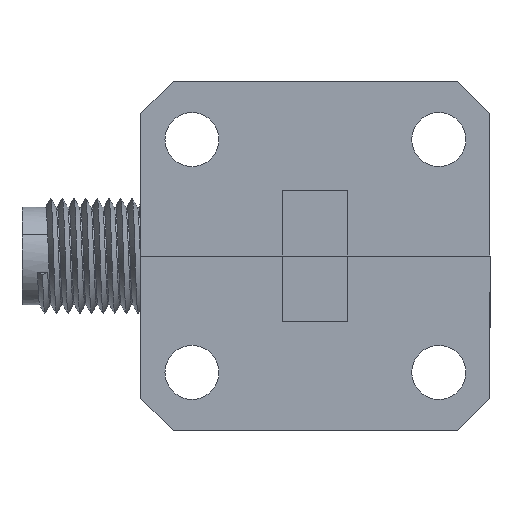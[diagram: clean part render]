
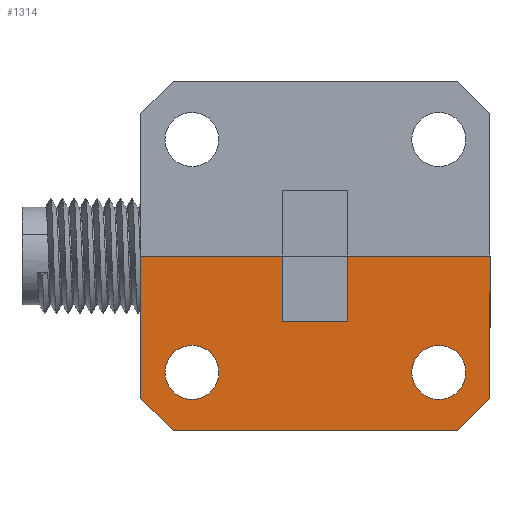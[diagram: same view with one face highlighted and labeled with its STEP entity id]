
A CAD part, left-side view. The second image highlights one B-rep face of the part: STEP entity #1314.
In plain terms, the highlighted planar face has unit normal (-1, 0, 0).
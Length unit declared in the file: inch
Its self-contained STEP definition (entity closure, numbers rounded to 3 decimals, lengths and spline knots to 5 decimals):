
#34 = ORIENTED_EDGE ( 'NONE', *, *, #644, .F. ) ;
#165 = DIRECTION ( 'NONE',  ( -1., 0., 0. ) ) ;
#181 = EDGE_CURVE ( 'NONE', #5172, #4349, #2428, .T. ) ;
#187 = CARTESIAN_POINT ( 'NONE',  ( -0.5, -0.305, 0. ) ) ;
#287 = CARTESIAN_POINT ( 'NONE',  ( -0.5, -0.265, 0.125 ) ) ;
#477 = LINE ( 'NONE', #2715, #5581 ) ;
#515 = DIRECTION ( 'NONE',  ( -1., 0., 0. ) ) ;
#544 = DIRECTION ( 'NONE',  ( 0., 0., -1. ) ) ;
#599 = FACE_BOUND ( 'NONE', #5179, .T. ) ;
#644 = EDGE_CURVE ( 'NONE', #1608, #6115, #4212, .T. ) ;
#736 = VERTEX_POINT ( 'NONE', #936 ) ;
#854 = AXIS2_PLACEMENT_3D ( 'NONE', #1024, #515, #3041 ) ;
#889 = LINE ( 'NONE', #3230, #5986 ) ;
#907 = CARTESIAN_POINT ( 'NONE',  ( -0.5, 0.265, 0.067 ) ) ;
#922 = EDGE_CURVE ( 'NONE', #5172, #2256, #3020, .T. ) ;
#936 = CARTESIAN_POINT ( 'NONE',  ( -0.5, -0.375, 0.07 ) ) ;
#1024 = CARTESIAN_POINT ( 'NONE',  ( -0.5, 0.265, 0.125 ) ) ;
#1051 = CARTESIAN_POINT ( 'NONE',  ( -0.5, -0.375, 0.555 ) ) ;
#1106 = DIRECTION ( 'NONE',  ( 0., 0., 1. ) ) ;
#1127 = CARTESIAN_POINT ( 'NONE',  ( -0.5, -0.375, 0.375 ) ) ;
#1158 = ORIENTED_EDGE ( 'NONE', *, *, #6375, .F. ) ;
#1223 = DIRECTION ( 'NONE',  ( 0., 0., -1. ) ) ;
#1279 = EDGE_LOOP ( 'NONE', ( #3205, #4329, #2012, #4546, #4523, #4724, #4078, #4785, #3435, #1158 ) ) ;
#1314 = ADVANCED_FACE ( 'NONE', ( #599, #1361, #3228 ), #1487, .F. ) ;
#1361 = FACE_BOUND ( 'NONE', #4884, .T. ) ;
#1395 = VECTOR ( 'NONE', #2682, 39.37008 ) ;
#1421 = CARTESIAN_POINT ( 'NONE',  ( -0.5, 0.375, 0.07 ) ) ;
#1472 = AXIS2_PLACEMENT_3D ( 'NONE', #1051, #1991, #544 ) ;
#1487 = PLANE ( 'NONE',  #1472 ) ;
#1553 = LINE ( 'NONE', #3725, #1395 ) ;
#1567 = CARTESIAN_POINT ( 'NONE',  ( -0.5, 0.305, 0. ) ) ;
#1608 = VERTEX_POINT ( 'NONE', #907 ) ;
#1631 = CARTESIAN_POINT ( 'NONE',  ( -0.5, -0.265, 0.067 ) ) ;
#1693 = CARTESIAN_POINT ( 'NONE',  ( -0.5, 0.375, 0.555 ) ) ;
#1743 = DIRECTION ( 'NONE',  ( 0., 0., 1. ) ) ;
#1804 = DIRECTION ( 'NONE',  ( 0., 0., 1. ) ) ;
#1828 = VERTEX_POINT ( 'NONE', #1567 ) ;
#1950 = VECTOR ( 'NONE', #1223, 39.37008 ) ;
#1965 = VECTOR ( 'NONE', #3122, 39.37008 ) ;
#1991 = DIRECTION ( 'NONE',  ( 1., 0., 0. ) ) ;
#2012 = ORIENTED_EDGE ( 'NONE', *, *, #922, .T. ) ;
#2024 = CARTESIAN_POINT ( 'NONE',  ( -0.5, 0.265, 0.183 ) ) ;
#2088 = AXIS2_PLACEMENT_3D ( 'NONE', #4313, #3831, #1804 ) ;
#2173 = EDGE_CURVE ( 'NONE', #5234, #1828, #3053, .T. ) ;
#2179 = CARTESIAN_POINT ( 'NONE',  ( -0.5, -0.375, 0.555 ) ) ;
#2256 = VERTEX_POINT ( 'NONE', #6027 ) ;
#2351 = CARTESIAN_POINT ( 'NONE',  ( -0.5, 0.375, 0.07 ) ) ;
#2428 = LINE ( 'NONE', #5838, #6158 ) ;
#2471 = CARTESIAN_POINT ( 'NONE',  ( -0.5, -0.07, 0.235 ) ) ;
#2573 = EDGE_CURVE ( 'NONE', #5799, #736, #4234, .T. ) ;
#2663 = DIRECTION ( 'NONE',  ( 0., 0., -1. ) ) ;
#2682 = DIRECTION ( 'NONE',  ( 0., 1., 0. ) ) ;
#2715 = CARTESIAN_POINT ( 'NONE',  ( -0.5, -0.07, 0.235 ) ) ;
#3020 = LINE ( 'NONE', #6099, #1965 ) ;
#3041 = DIRECTION ( 'NONE',  ( 0., 0., 1. ) ) ;
#3053 = LINE ( 'NONE', #1421, #4770 ) ;
#3122 = DIRECTION ( 'NONE',  ( 0., 1., 0. ) ) ;
#3134 = ORIENTED_EDGE ( 'NONE', *, *, #4435, .F. ) ;
#3181 = AXIS2_PLACEMENT_3D ( 'NONE', #287, #6224, #5279 ) ;
#3190 = CIRCLE ( 'NONE', #2088, 0.058 ) ;
#3205 = ORIENTED_EDGE ( 'NONE', *, *, #3935, .F. ) ;
#3207 = DIRECTION ( 'NONE',  ( 0., -1., 0. ) ) ;
#3228 = FACE_OUTER_BOUND ( 'NONE', #1279, .T. ) ;
#3230 = CARTESIAN_POINT ( 'NONE',  ( -0.5, 0.07, 0.235 ) ) ;
#3435 = ORIENTED_EDGE ( 'NONE', *, *, #5897, .T. ) ;
#3442 = EDGE_CURVE ( 'NONE', #4640, #6242, #5213, .T. ) ;
#3570 = CIRCLE ( 'NONE', #3181, 0.058 ) ;
#3665 = VECTOR ( 'NONE', #2663, 39.37008 ) ;
#3725 = CARTESIAN_POINT ( 'NONE',  ( -0.5, -0.375, 0.375 ) ) ;
#3755 = CARTESIAN_POINT ( 'NONE',  ( -0.5, -0.07, 0.375 ) ) ;
#3831 = DIRECTION ( 'NONE',  ( -1., 0., 0. ) ) ;
#3859 = VERTEX_POINT ( 'NONE', #2471 ) ;
#3935 = EDGE_CURVE ( 'NONE', #4349, #3859, #889, .T. ) ;
#3962 = VECTOR ( 'NONE', #5180, 39.37008 ) ;
#4078 = ORIENTED_EDGE ( 'NONE', *, *, #2573, .T. ) ;
#4125 = LINE ( 'NONE', #2179, #3665 ) ;
#4212 = CIRCLE ( 'NONE', #854, 0.058 ) ;
#4234 = LINE ( 'NONE', #5259, #5155 ) ;
#4271 = DIRECTION ( 'NONE',  ( 0., -0.707, 0.707 ) ) ;
#4313 = CARTESIAN_POINT ( 'NONE',  ( -0.5, 0.265, 0.125 ) ) ;
#4329 = ORIENTED_EDGE ( 'NONE', *, *, #181, .F. ) ;
#4349 = VERTEX_POINT ( 'NONE', #5169 ) ;
#4357 = LINE ( 'NONE', #1693, #1950 ) ;
#4435 = EDGE_CURVE ( 'NONE', #6115, #1608, #3190, .T. ) ;
#4523 = ORIENTED_EDGE ( 'NONE', *, *, #2173, .T. ) ;
#4546 = ORIENTED_EDGE ( 'NONE', *, *, #5477, .T. ) ;
#4610 = VERTEX_POINT ( 'NONE', #3755 ) ;
#4640 = VERTEX_POINT ( 'NONE', #6312 ) ;
#4690 = EDGE_CURVE ( 'NONE', #1828, #5799, #6373, .T. ) ;
#4717 = CARTESIAN_POINT ( 'NONE',  ( -0.5, -0.375, 0. ) ) ;
#4724 = ORIENTED_EDGE ( 'NONE', *, *, #4690, .T. ) ;
#4770 = VECTOR ( 'NONE', #5896, 39.37008 ) ;
#4785 = ORIENTED_EDGE ( 'NONE', *, *, #4901, .F. ) ;
#4884 = EDGE_LOOP ( 'NONE', ( #6241, #6326 ) ) ;
#4901 = EDGE_CURVE ( 'NONE', #5782, #736, #4125, .T. ) ;
#5088 = AXIS2_PLACEMENT_3D ( 'NONE', #6033, #165, #1106 ) ;
#5155 = VECTOR ( 'NONE', #4271, 39.37008 ) ;
#5169 = CARTESIAN_POINT ( 'NONE',  ( -0.5, 0.07, 0.235 ) ) ;
#5172 = VERTEX_POINT ( 'NONE', #5828 ) ;
#5179 = EDGE_LOOP ( 'NONE', ( #3134, #34 ) ) ;
#5180 = DIRECTION ( 'NONE',  ( 0., -1., 0. ) ) ;
#5213 = CIRCLE ( 'NONE', #5088, 0.058 ) ;
#5234 = VERTEX_POINT ( 'NONE', #2351 ) ;
#5259 = CARTESIAN_POINT ( 'NONE',  ( -0.5, -0.375, 0.07 ) ) ;
#5279 = DIRECTION ( 'NONE',  ( 0., 0., 1. ) ) ;
#5375 = DIRECTION ( 'NONE',  ( 0., 0., -1. ) ) ;
#5477 = EDGE_CURVE ( 'NONE', #2256, #5234, #4357, .T. ) ;
#5516 = EDGE_CURVE ( 'NONE', #6242, #4640, #3570, .T. ) ;
#5581 = VECTOR ( 'NONE', #1743, 39.37008 ) ;
#5782 = VERTEX_POINT ( 'NONE', #1127 ) ;
#5799 = VERTEX_POINT ( 'NONE', #187 ) ;
#5828 = CARTESIAN_POINT ( 'NONE',  ( -0.5, 0.07, 0.375 ) ) ;
#5838 = CARTESIAN_POINT ( 'NONE',  ( -0.5, 0.07, 0.235 ) ) ;
#5896 = DIRECTION ( 'NONE',  ( 0., -0.707, -0.707 ) ) ;
#5897 = EDGE_CURVE ( 'NONE', #5782, #4610, #1553, .T. ) ;
#5986 = VECTOR ( 'NONE', #3207, 39.37008 ) ;
#6027 = CARTESIAN_POINT ( 'NONE',  ( -0.5, 0.375, 0.375 ) ) ;
#6033 = CARTESIAN_POINT ( 'NONE',  ( -0.5, -0.265, 0.125 ) ) ;
#6099 = CARTESIAN_POINT ( 'NONE',  ( -0.5, -0.375, 0.375 ) ) ;
#6115 = VERTEX_POINT ( 'NONE', #2024 ) ;
#6158 = VECTOR ( 'NONE', #5375, 39.37008 ) ;
#6224 = DIRECTION ( 'NONE',  ( -1., 0., 0. ) ) ;
#6241 = ORIENTED_EDGE ( 'NONE', *, *, #3442, .F. ) ;
#6242 = VERTEX_POINT ( 'NONE', #1631 ) ;
#6312 = CARTESIAN_POINT ( 'NONE',  ( -0.5, -0.265, 0.183 ) ) ;
#6326 = ORIENTED_EDGE ( 'NONE', *, *, #5516, .F. ) ;
#6373 = LINE ( 'NONE', #4717, #3962 ) ;
#6375 = EDGE_CURVE ( 'NONE', #3859, #4610, #477, .T. ) ;
